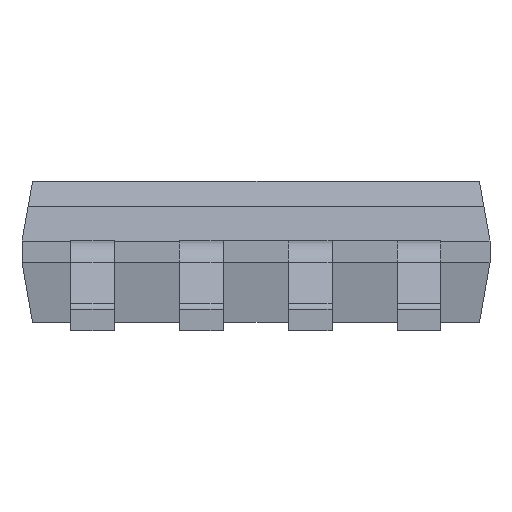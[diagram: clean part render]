
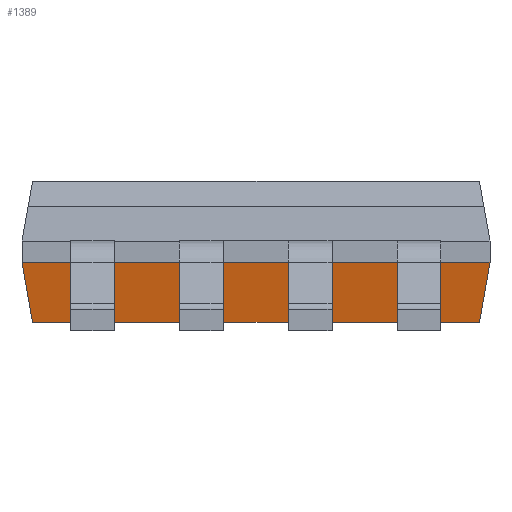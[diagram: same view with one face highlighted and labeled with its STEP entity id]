
A CAD part, left-side view. The second image highlights one B-rep face of the part: STEP entity #1389.
In plain terms, the highlighted planar face has unit normal (-0.985, 0, -0.174).
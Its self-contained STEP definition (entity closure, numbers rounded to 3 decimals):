
#844 = EDGE_CURVE('',#845,#847,#849,.T.);
#845 = VERTEX_POINT('',#846);
#846 = CARTESIAN_POINT('',(-2.704,-0.887,
    0.826));
#847 = VERTEX_POINT('',#848);
#848 = CARTESIAN_POINT('',(-2.704,-1.647,
    0.826));
#849 = LINE('',#850,#851);
#850 = CARTESIAN_POINT('',(-2.704,-2.73,
    0.826));
#851 = VECTOR('',#852,1.);
#852 = DIRECTION('',(0.,-1.,0.));
#924 = EDGE_CURVE('',#925,#927,#929,.T.);
#925 = VERTEX_POINT('',#926);
#926 = CARTESIAN_POINT('',(-2.704,2.73,0.826
    ));
#927 = VERTEX_POINT('',#928);
#928 = CARTESIAN_POINT('',(-2.704,2.163,0.826
    ));
#929 = LINE('',#930,#931);
#930 = CARTESIAN_POINT('',(-2.704,-2.73,
    0.826));
#931 = VECTOR('',#932,1.);
#932 = DIRECTION('',(0.,-1.,0.));
#1007 = VERTEX_POINT('',#1008);
#1008 = CARTESIAN_POINT('',(-2.704,1.653,
    0.826));
#1014 = EDGE_CURVE('',#1007,#1015,#1017,.T.);
#1015 = VERTEX_POINT('',#1016);
#1016 = CARTESIAN_POINT('',(-2.704,0.893,
    0.826));
#1017 = LINE('',#1018,#1019);
#1018 = CARTESIAN_POINT('',(-2.704,-2.73,
    0.826));
#1019 = VECTOR('',#1020,1.);
#1020 = DIRECTION('',(0.,-1.,0.));
#1087 = VERTEX_POINT('',#1088);
#1088 = CARTESIAN_POINT('',(-2.704,-2.157,
    0.826));
#1094 = EDGE_CURVE('',#1087,#1095,#1097,.T.);
#1095 = VERTEX_POINT('',#1096);
#1096 = CARTESIAN_POINT('',(-2.704,-2.73,
    0.826));
#1097 = LINE('',#1098,#1099);
#1098 = CARTESIAN_POINT('',(-2.704,-2.73,
    0.826));
#1099 = VECTOR('',#1100,1.);
#1100 = DIRECTION('',(0.,-1.,0.));
#1211 = VERTEX_POINT('',#1212);
#1212 = CARTESIAN_POINT('',(-2.704,0.383,
    0.826));
#1218 = EDGE_CURVE('',#1211,#1219,#1221,.T.);
#1219 = VERTEX_POINT('',#1220);
#1220 = CARTESIAN_POINT('',(-2.704,-0.377,
    0.826));
#1221 = LINE('',#1222,#1223);
#1222 = CARTESIAN_POINT('',(-2.704,-2.73,
    0.826));
#1223 = VECTOR('',#1224,1.);
#1224 = DIRECTION('',(0.,-1.,0.));
#1389 = ADVANCED_FACE('',(#1390),#1443,.T.);
#1390 = FACE_BOUND('',#1391,.T.);
#1391 = EDGE_LOOP('',(#1392,#1393,#1401,#1409,#1415,#1416,#1422,#1423,
    #1429,#1430,#1436,#1437));
#1392 = ORIENTED_EDGE('',*,*,#924,.F.);
#1393 = ORIENTED_EDGE('',*,*,#1394,.F.);
#1394 = EDGE_CURVE('',#1395,#925,#1397,.T.);
#1395 = VERTEX_POINT('',#1396);
#1396 = CARTESIAN_POINT('',(-2.581,2.607,
    0.126));
#1397 = LINE('',#1398,#1399);
#1398 = CARTESIAN_POINT('',(-2.704,2.73,
    0.826));
#1399 = VECTOR('',#1400,1.);
#1400 = DIRECTION('',(-0.171,0.171,0.97));
#1401 = ORIENTED_EDGE('',*,*,#1402,.F.);
#1402 = EDGE_CURVE('',#1403,#1395,#1405,.T.);
#1403 = VERTEX_POINT('',#1404);
#1404 = CARTESIAN_POINT('',(-2.581,-2.607,
    0.126));
#1405 = LINE('',#1406,#1407);
#1406 = CARTESIAN_POINT('',(-2.581,-2.73,
    0.126));
#1407 = VECTOR('',#1408,1.);
#1408 = DIRECTION('',(0.,1.,0.));
#1409 = ORIENTED_EDGE('',*,*,#1410,.T.);
#1410 = EDGE_CURVE('',#1403,#1095,#1411,.T.);
#1411 = LINE('',#1412,#1413);
#1412 = CARTESIAN_POINT('',(-2.704,-2.73,
    0.826));
#1413 = VECTOR('',#1414,1.);
#1414 = DIRECTION('',(-0.171,-0.171,0.97));
#1415 = ORIENTED_EDGE('',*,*,#1094,.F.);
#1416 = ORIENTED_EDGE('',*,*,#1417,.T.);
#1417 = EDGE_CURVE('',#1087,#847,#1418,.T.);
#1418 = LINE('',#1419,#1420);
#1419 = CARTESIAN_POINT('',(-2.704,-2.157,
    0.826));
#1420 = VECTOR('',#1421,1.);
#1421 = DIRECTION('',(0.,1.,0.));
#1422 = ORIENTED_EDGE('',*,*,#844,.F.);
#1423 = ORIENTED_EDGE('',*,*,#1424,.T.);
#1424 = EDGE_CURVE('',#845,#1219,#1425,.T.);
#1425 = LINE('',#1426,#1427);
#1426 = CARTESIAN_POINT('',(-2.704,-0.887,
    0.826));
#1427 = VECTOR('',#1428,1.);
#1428 = DIRECTION('',(0.,1.,0.));
#1429 = ORIENTED_EDGE('',*,*,#1218,.F.);
#1430 = ORIENTED_EDGE('',*,*,#1431,.T.);
#1431 = EDGE_CURVE('',#1211,#1015,#1432,.T.);
#1432 = LINE('',#1433,#1434);
#1433 = CARTESIAN_POINT('',(-2.704,0.383,
    0.826));
#1434 = VECTOR('',#1435,1.);
#1435 = DIRECTION('',(0.,1.,0.));
#1436 = ORIENTED_EDGE('',*,*,#1014,.F.);
#1437 = ORIENTED_EDGE('',*,*,#1438,.T.);
#1438 = EDGE_CURVE('',#1007,#927,#1439,.T.);
#1439 = LINE('',#1440,#1441);
#1440 = CARTESIAN_POINT('',(-2.704,1.653,
    0.826));
#1441 = VECTOR('',#1442,1.);
#1442 = DIRECTION('',(0.,1.,0.));
#1443 = PLANE('',#1444);
#1444 = AXIS2_PLACEMENT_3D('',#1445,#1446,#1447);
#1445 = CARTESIAN_POINT('',(-2.704,-2.73,
    0.826));
#1446 = DIRECTION('',(-0.985,0.,
    -0.174));
#1447 = DIRECTION('',(0.174,0.,
    -0.985));
